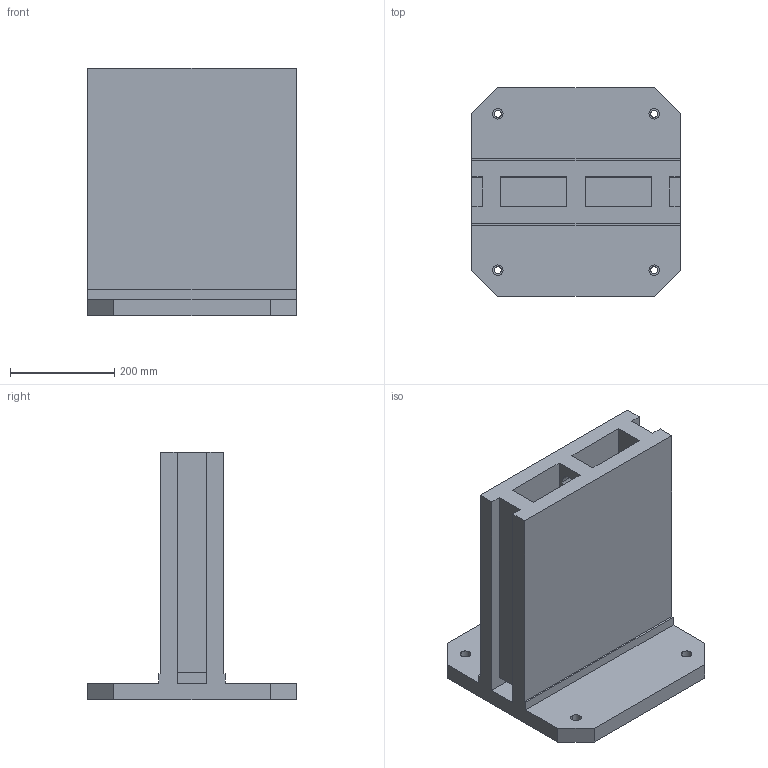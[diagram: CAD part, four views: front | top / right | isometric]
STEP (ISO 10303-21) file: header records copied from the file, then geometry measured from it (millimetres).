
FILE_DESCRIPTION(('STEP AP214'),'1');
FILE_NAME(' ',' ',('TraceParts'),('TraceParts S.A.'),'XStep 1.0',' ',' ');
FILE_SCHEMA(('automotive_design'));
Length unit declared in the file: millimetre
Products named in the file (1): 1
Bounding box: 400 x 400 x 475 mm (x, y, z)
Volume: 18799078.4 mm3; surface area: 1199462.9 mm2
Topology: 1 solids, 1 shells, 60 faces, 162 edges, 108 vertices
Faces by surface type: plane 38, cylinder 22
Entity records: 3772 total; most frequent: STYLED_ITEM 331, PRESENTATION_STYLE_ASSIGNMENT 331, CARTESIAN_POINT 331, COLOUR_RGB 331, DIRECTION 328, ORIENTED_EDGE 324, EDGE_CURVE 162, CURVE_STYLE 162
